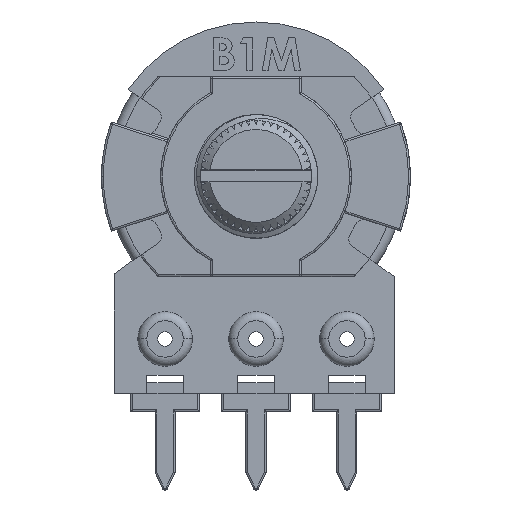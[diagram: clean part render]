
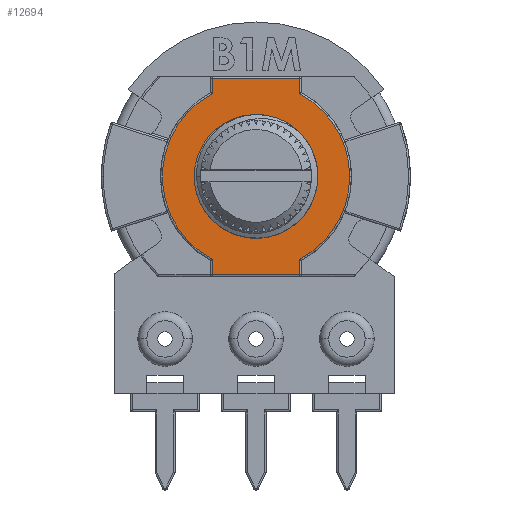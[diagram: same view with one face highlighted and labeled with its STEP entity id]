
A CAD part, top view. The second image highlights one B-rep face of the part: STEP entity #12694.
In plain terms, the highlighted planar face has unit normal (0, 0, 1).
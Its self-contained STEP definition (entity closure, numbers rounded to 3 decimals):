
#924 = DIRECTION ( 'NONE',  ( 0., 1., 0. ) ) ;
#926 = LINE ( 'NONE', #7167, #7534 ) ;
#1018 = EDGE_CURVE ( 'NONE', #10088, #5557, #6721, .T. ) ;
#1310 = CIRCLE ( 'NONE', #9332, 3.4 ) ;
#1594 = AXIS2_PLACEMENT_3D ( 'NONE', #10528, #2605, #11839 ) ;
#1705 = ORIENTED_EDGE ( 'NONE', *, *, #4924, .T. ) ;
#1861 = AXIS2_PLACEMENT_3D ( 'NONE', #15422, #7526, #16748 ) ;
#1991 = CARTESIAN_POINT ( 'NONE',  ( 0., -3.4, 2.2 ) ) ;
#2395 = VECTOR ( 'NONE', #14399, 1000. ) ;
#2494 = AXIS2_PLACEMENT_3D ( 'NONE', #6468, #2552, #11783 ) ;
#2552 = DIRECTION ( 'NONE',  ( 0., 0., 1. ) ) ;
#2605 = DIRECTION ( 'NONE',  ( 0., 0., 1. ) ) ;
#2622 = CARTESIAN_POINT ( 'NONE',  ( 2.4, -5.4, 2.2 ) ) ;
#3027 = ORIENTED_EDGE ( 'NONE', *, *, #4245, .T. ) ;
#3045 = CARTESIAN_POINT ( 'NONE',  ( -2.5, 5.4, 2.2 ) ) ;
#3047 = DIRECTION ( 'NONE',  ( 0., -1., 0. ) ) ;
#3072 = ORIENTED_EDGE ( 'NONE', *, *, #15731, .T. ) ;
#3136 = CARTESIAN_POINT ( 'NONE',  ( -2.4, -4.557, 2.2 ) ) ;
#3497 = EDGE_LOOP ( 'NONE', ( #15848, #3072, #1705, #3027, #7911, #9257, #14215, #11163, #3890 ) ) ;
#3867 = LINE ( 'NONE', #3045, #14013 ) ;
#3890 = ORIENTED_EDGE ( 'NONE', *, *, #12745, .T. ) ;
#4183 = DIRECTION ( 'NONE',  ( 0., 0., 1. ) ) ;
#4245 = EDGE_CURVE ( 'NONE', #15293, #10077, #13010, .T. ) ;
#4267 = VERTEX_POINT ( 'NONE', #4733 ) ;
#4521 = CARTESIAN_POINT ( 'NONE',  ( 2.4, 5.4, 2.2 ) ) ;
#4701 = EDGE_CURVE ( 'NONE', #5557, #10309, #3867, .T. ) ;
#4733 = CARTESIAN_POINT ( 'NONE',  ( -2.404, -2.404, 2.2 ) ) ;
#4924 = EDGE_CURVE ( 'NONE', #12215, #15293, #16896, .T. ) ;
#5095 = EDGE_CURVE ( 'NONE', #10077, #10088, #16506, .T. ) ;
#5557 = VERTEX_POINT ( 'NONE', #4521 ) ;
#5941 = CARTESIAN_POINT ( 'NONE',  ( 5.15, 0., 2.2 ) ) ;
#6042 = EDGE_CURVE ( 'NONE', #4267, #14323, #6324, .T. ) ;
#6192 = CARTESIAN_POINT ( 'NONE',  ( -2.4, -5.4, 2.2 ) ) ;
#6324 = CIRCLE ( 'NONE', #1861, 3.4 ) ;
#6422 = ORIENTED_EDGE ( 'NONE', *, *, #12268, .F. ) ;
#6468 = CARTESIAN_POINT ( 'NONE',  ( 0., 0., 2.2 ) ) ;
#6721 = LINE ( 'NONE', #14347, #2395 ) ;
#6834 = CARTESIAN_POINT ( 'NONE',  ( -2.4, 5.4, 2.2 ) ) ;
#6849 = LINE ( 'NONE', #7436, #13476 ) ;
#6939 = EDGE_CURVE ( 'NONE', #10309, #6972, #6849, .T. ) ;
#6972 = VERTEX_POINT ( 'NONE', #15395 ) ;
#7167 = CARTESIAN_POINT ( 'NONE',  ( 2.5, -5.4, 2.2 ) ) ;
#7349 = DIRECTION ( 'NONE',  ( 0., 0., 1. ) ) ;
#7436 = CARTESIAN_POINT ( 'NONE',  ( -2.4, 4.617, 2.2 ) ) ;
#7437 = DIRECTION ( 'NONE',  ( 0., 0., 1. ) ) ;
#7499 = CARTESIAN_POINT ( 'NONE',  ( 2.4, -4.617, 2.2 ) ) ;
#7526 = DIRECTION ( 'NONE',  ( 0., 0., 1. ) ) ;
#7534 = VECTOR ( 'NONE', #8503, 1000. ) ;
#7911 = ORIENTED_EDGE ( 'NONE', *, *, #5095, .T. ) ;
#7922 = CIRCLE ( 'NONE', #1594, 5.15 ) ;
#8503 = DIRECTION ( 'NONE',  ( 1., 0., 0. ) ) ;
#8768 = DIRECTION ( 'NONE',  ( 0., -1., 0. ) ) ;
#9257 = ORIENTED_EDGE ( 'NONE', *, *, #1018, .T. ) ;
#9332 = AXIS2_PLACEMENT_3D ( 'NONE', #12089, #4183, #13427 ) ;
#9943 = EDGE_CURVE ( 'NONE', #12382, #13451, #13778, .T. ) ;
#10077 = VERTEX_POINT ( 'NONE', #5941 ) ;
#10088 = VERTEX_POINT ( 'NONE', #12632 ) ;
#10309 = VERTEX_POINT ( 'NONE', #6834 ) ;
#10427 = EDGE_LOOP ( 'NONE', ( #6422, #14089 ) ) ;
#10475 = PLANE ( 'NONE',  #2494 ) ;
#10528 = CARTESIAN_POINT ( 'NONE',  ( 0., 0., 2.2 ) ) ;
#11078 = DIRECTION ( 'NONE',  ( -1., 0., 0. ) ) ;
#11163 = ORIENTED_EDGE ( 'NONE', *, *, #6939, .T. ) ;
#11252 = CARTESIAN_POINT ( 'NONE',  ( 2.4, -4.557, 2.2 ) ) ;
#11783 = DIRECTION ( 'NONE',  ( 1., 0., 0. ) ) ;
#11839 = DIRECTION ( 'NONE',  ( 1., 0., 0. ) ) ;
#12089 = CARTESIAN_POINT ( 'NONE',  ( 0., 0., 2.2 ) ) ;
#12215 = VERTEX_POINT ( 'NONE', #2622 ) ;
#12268 = EDGE_CURVE ( 'NONE', #14323, #4267, #1310, .T. ) ;
#12294 = CARTESIAN_POINT ( 'NONE',  ( -2.4, -5.5, 2.2 ) ) ;
#12382 = VERTEX_POINT ( 'NONE', #3136 ) ;
#12632 = CARTESIAN_POINT ( 'NONE',  ( 2.4, 4.557, 2.2 ) ) ;
#12694 = ADVANCED_FACE ( 'NONE', ( #14936, #16181 ), #10475, .T. ) ;
#12745 = EDGE_CURVE ( 'NONE', #6972, #12382, #7922, .T. ) ;
#13010 = CIRCLE ( 'NONE', #14009, 5.15 ) ;
#13379 = VECTOR ( 'NONE', #3047, 1000. ) ;
#13392 = VECTOR ( 'NONE', #924, 1000. ) ;
#13427 = DIRECTION ( 'NONE',  ( 1., 0., 0. ) ) ;
#13451 = VERTEX_POINT ( 'NONE', #6192 ) ;
#13476 = VECTOR ( 'NONE', #8768, 1000. ) ;
#13587 = AXIS2_PLACEMENT_3D ( 'NONE', #15339, #7437, #16667 ) ;
#13778 = LINE ( 'NONE', #12294, #13379 ) ;
#14009 = AXIS2_PLACEMENT_3D ( 'NONE', #15253, #7349, #16587 ) ;
#14013 = VECTOR ( 'NONE', #11078, 1000. ) ;
#14089 = ORIENTED_EDGE ( 'NONE', *, *, #6042, .F. ) ;
#14215 = ORIENTED_EDGE ( 'NONE', *, *, #4701, .T. ) ;
#14323 = VERTEX_POINT ( 'NONE', #1991 ) ;
#14347 = CARTESIAN_POINT ( 'NONE',  ( 2.4, 5.5, 2.2 ) ) ;
#14399 = DIRECTION ( 'NONE',  ( 0., 1., 0. ) ) ;
#14936 = FACE_OUTER_BOUND ( 'NONE', #3497, .T. ) ;
#15253 = CARTESIAN_POINT ( 'NONE',  ( 0., 0., 2.2 ) ) ;
#15293 = VERTEX_POINT ( 'NONE', #11252 ) ;
#15339 = CARTESIAN_POINT ( 'NONE',  ( 0., 0., 2.2 ) ) ;
#15395 = CARTESIAN_POINT ( 'NONE',  ( -2.4, 4.557, 2.2 ) ) ;
#15422 = CARTESIAN_POINT ( 'NONE',  ( 0., 0., 2.2 ) ) ;
#15731 = EDGE_CURVE ( 'NONE', #13451, #12215, #926, .T. ) ;
#15848 = ORIENTED_EDGE ( 'NONE', *, *, #9943, .T. ) ;
#16181 = FACE_BOUND ( 'NONE', #10427, .T. ) ;
#16506 = CIRCLE ( 'NONE', #13587, 5.15 ) ;
#16587 = DIRECTION ( 'NONE',  ( 1., 0., 0. ) ) ;
#16667 = DIRECTION ( 'NONE',  ( 1., 0., 0. ) ) ;
#16748 = DIRECTION ( 'NONE',  ( 1., 0., 0. ) ) ;
#16896 = LINE ( 'NONE', #7499, #13392 ) ;
